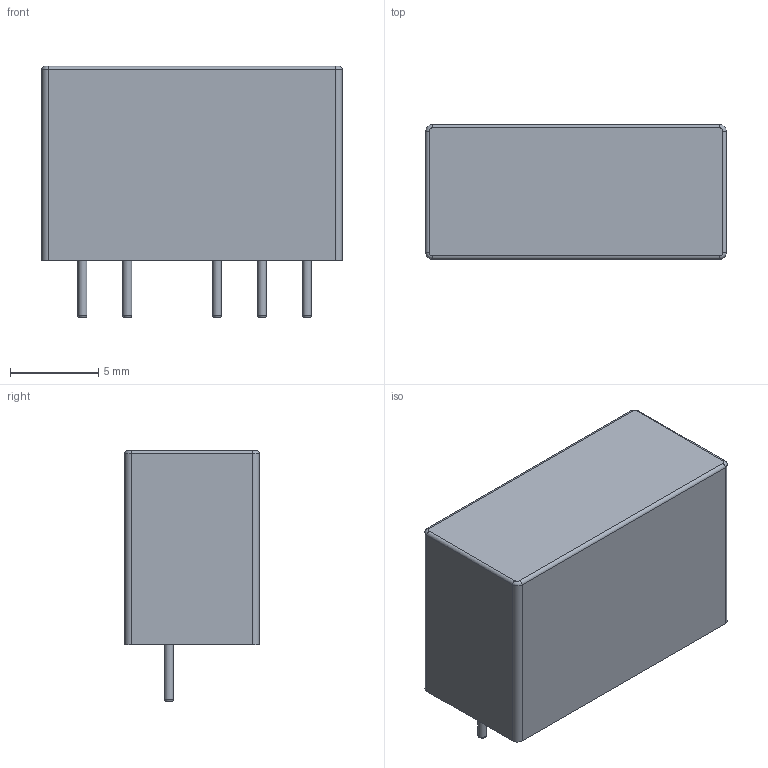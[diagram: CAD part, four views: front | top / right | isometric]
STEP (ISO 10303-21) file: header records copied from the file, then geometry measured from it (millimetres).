
FILE_DESCRIPTION(/* description */ ('model of Converter_DCDC_TRACO_TMR-1-xxxx_Dual_THT'),/* implementation_level */ '2;1');
FILE_NAME(/* name */ 'Converter_DCDC_TRACO_TMR-1-xxxx_Dual_THT.step',/* time_stamp */ '2018-03-25T16:11:52',/* author */ ('kicad StepUp','ksu'),/* organization */ ('FreeCAD'),/* preprocessor_version */ 'OCC',/* originating_system */ 'kicad StepUp',/* authorisation */ '');
FILE_SCHEMA(('AUTOMOTIVE_DESIGN { 1 0 10303 214 1 1 1 1 }'));
Length unit declared in the file: millimetre
Products named in the file (5): ASSEMBLY; Converter_DCDC_TRACO_TMR_1_xxxx_Dual_THT001; Shape0_925302707308; Shape0_217393564396; Converter_DCDC_TRACO_TMR_1_xxxx_Dual_THT
Assembly tree (4 placements, depth 2):
  ASSEMBLY
    Converter_DCDC_TRACO_TMR_1_xxxx_Dual_THT001
    Shape0_925302707308
    Shape0_217393564396
    Converter_DCDC_TRACO_TMR_1_xxxx_Dual_THT
Bounding box: 17 x 7.62 x 14.2 mm (x, y, z)
Surface area: 1606.2 mm2
Topology: 8 solids, 8 shells, 62 faces, 117 edges, 71 vertices
Faces by surface type: plane 28, cylinder 21, torus 13
Full cylindrical faces by diameter (mm): 0.5 x5
Entity records: 1699 total; most frequent: DIRECTION 311, CARTESIAN_POINT 255, ORIENTED_EDGE 234, AXIS2_PLACEMENT_3D 127, EDGE_CURVE 117, VERTEX_POINT 71, ADVANCED_FACE 62, FACE_BOUND 62
